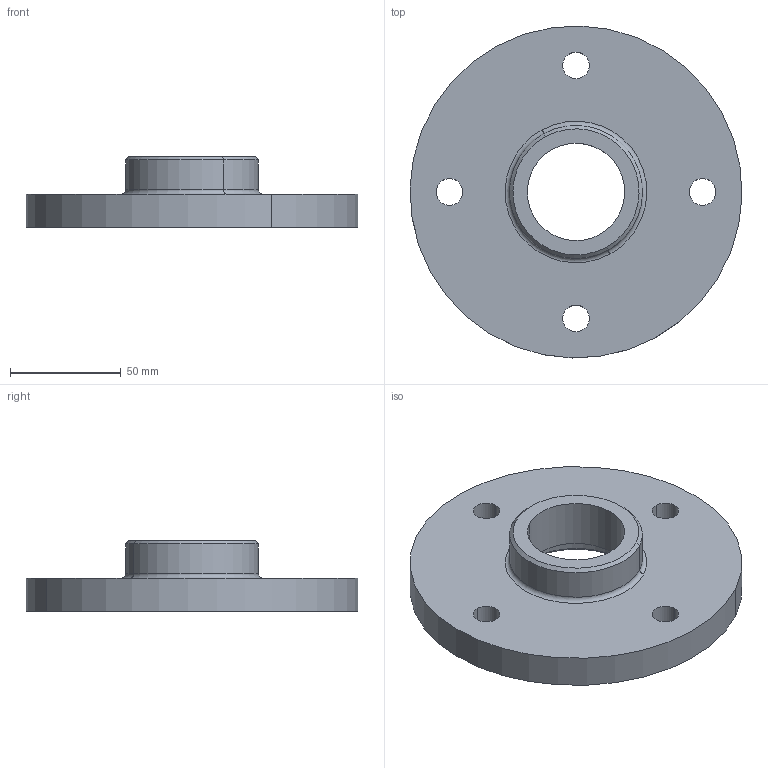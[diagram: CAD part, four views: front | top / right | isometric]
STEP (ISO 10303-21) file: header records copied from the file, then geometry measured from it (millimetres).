
FILE_DESCRIPTION(('CATIA V5 STEP Exchange'),'2;1');
FILE_NAME('Elargisseurs de voies arriere.stp','2018-04-08T07:32:24+00:00',('none'),('none'),'Version 5-6 Release 2012','CATIA V5 STEP AP203','none');
FILE_SCHEMA(('CONFIG_CONTROL_DESIGN'));
Length unit declared in the file: millimetre
Products named in the file (1): Elargisseurs de voies arriere
Bounding box: 149.96 x 149.96 x 32 mm (x, y, z)
Volume: 244456.5 mm3; surface area: 48244.4 mm2
Topology: 1 solids, 1 shells, 28 faces, 64 edges, 40 vertices
Faces by surface type: cylinder 16, torus 4, cone 4, plane 4
Entity records: 766 total; most frequent: ORIENTED_EDGE 128, CARTESIAN_POINT 121, DIRECTION 96, EDGE_CURVE 64, AXIS2_PLACEMENT_3D 61, CIRCLE 44, EDGE_LOOP 40, VERTEX_POINT 40
